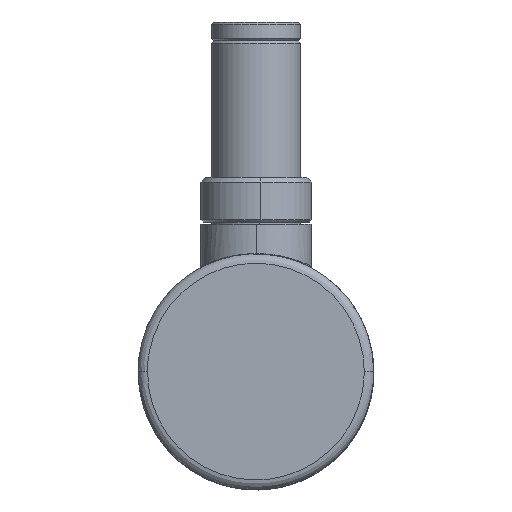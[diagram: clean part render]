
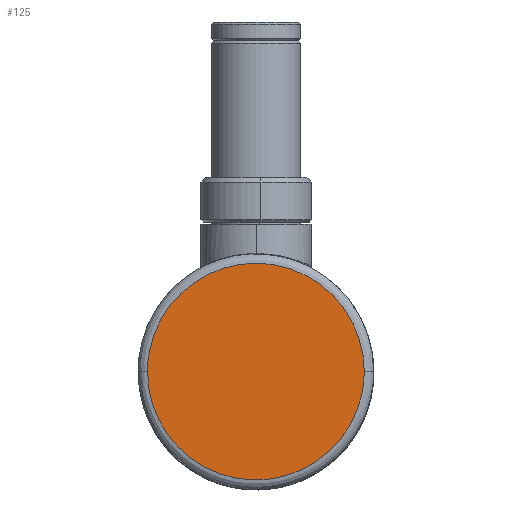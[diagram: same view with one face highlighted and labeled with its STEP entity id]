
A CAD part, left-side view. The second image highlights one B-rep face of the part: STEP entity #125.
In plain terms, the highlighted planar face has unit normal (-1, 0, 0).
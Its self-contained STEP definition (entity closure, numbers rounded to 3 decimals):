
#125=ADVANCED_FACE('',(#230),#1433,.T.);
#230=FACE_OUTER_BOUND('',#343,.T.);
#343=EDGE_LOOP('',(#780,#781));
#780=ORIENTED_EDGE('',*,*,#1029,.T.);
#781=ORIENTED_EDGE('',*,*,#1041,.T.);
#1029=EDGE_CURVE('',#1406,#1413,#1212,.T.);
#1041=EDGE_CURVE('',#1413,#1406,#1224,.T.);
#1212=(
BOUNDED_CURVE()
B_SPLINE_CURVE(3,(#4289,#4290,#4291,#4292,#4293,#4294,#4295,#4296,#4297,
#4298,#4299,#4300,#4301),.UNSPECIFIED.,.F.,.F.)
B_SPLINE_CURVE_WITH_KNOTS((4,3,3,3,4),(0.,18.064,36.127,
54.191,72.255),.UNSPECIFIED.)
CURVE()
GEOMETRIC_REPRESENTATION_ITEM()
RATIONAL_B_SPLINE_CURVE((1.,1.,1.,1.,1.,1.,
1.,1.,1.,1.,1.,1.,1.))
REPRESENTATION_ITEM('')
);
#1224=(
BOUNDED_CURVE()
B_SPLINE_CURVE(3,(#4352,#4353,#4354,#4355,#4356,#4357,#4358,#4359,#4360,
#4361,#4362,#4363,#4364),.UNSPECIFIED.,.F.,.F.)
B_SPLINE_CURVE_WITH_KNOTS((4,3,3,3,4),(72.255,90.319,
108.382,126.446,144.51),.UNSPECIFIED.)
CURVE()
GEOMETRIC_REPRESENTATION_ITEM()
RATIONAL_B_SPLINE_CURVE((1.,1.,1.,1.,1.,1.,1.,1.,1.,1.,1.,1.,1.))
REPRESENTATION_ITEM('')
);
#1406=VERTEX_POINT('',#4270);
#1413=VERTEX_POINT('',#4277);
#1433=PLANE('',#1556);
#1556=AXIS2_PLACEMENT_3D('',#4152,#1578,$);
#1578=DIRECTION('',(-1.,0.,0.));
#4152=CARTESIAN_POINT('',(-305.565,-31.198,6.717));
#4270=CARTESIAN_POINT('',(-305.565,23.052,-24.533));
#4277=CARTESIAN_POINT('',(-305.565,-22.961,-24.533));
#4289=CARTESIAN_POINT('',(-305.565,23.052,-24.533));
#4290=CARTESIAN_POINT('',(-305.565,23.084,-30.55));
#4291=CARTESIAN_POINT('',(-305.565,20.579,-36.557));
#4292=CARTESIAN_POINT('',(-305.565,16.324,-40.806));
#4293=CARTESIAN_POINT('',(-305.565,12.069,-45.055));
#4294=CARTESIAN_POINT('',(-305.565,6.063,-47.547));
#4295=CARTESIAN_POINT('',(-305.565,0.053,-47.547));
#4296=CARTESIAN_POINT('',(-305.565,-5.957,-47.548));
#4297=CARTESIAN_POINT('',(-305.565,-11.972,-45.057));
#4298=CARTESIAN_POINT('',(-305.565,-16.223,-40.807));
#4299=CARTESIAN_POINT('',(-305.565,-20.474,-36.556));
#4300=CARTESIAN_POINT('',(-305.565,-22.961,-30.545));
#4301=CARTESIAN_POINT('',(-305.565,-22.961,-24.533));
#4352=CARTESIAN_POINT('',(-305.565,-22.961,-24.533));
#4353=CARTESIAN_POINT('',(-305.565,-22.961,-18.522));
#4354=CARTESIAN_POINT('',(-305.565,-20.474,-12.511));
#4355=CARTESIAN_POINT('',(-305.565,-16.223,-8.26));
#4356=CARTESIAN_POINT('',(-305.565,-11.972,-4.009));
#4357=CARTESIAN_POINT('',(-305.565,-5.957,-1.519));
#4358=CARTESIAN_POINT('',(-305.565,0.053,-1.519));
#4359=CARTESIAN_POINT('',(-305.565,6.063,-1.52));
#4360=CARTESIAN_POINT('',(-305.565,12.069,-4.011));
#4361=CARTESIAN_POINT('',(-305.565,16.324,-8.261));
#4362=CARTESIAN_POINT('',(-305.565,20.579,-12.51));
#4363=CARTESIAN_POINT('',(-305.565,23.084,-18.517));
#4364=CARTESIAN_POINT('',(-305.565,23.052,-24.533));
